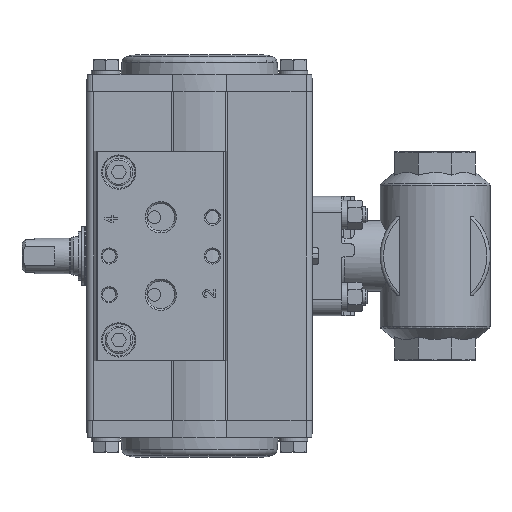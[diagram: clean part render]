
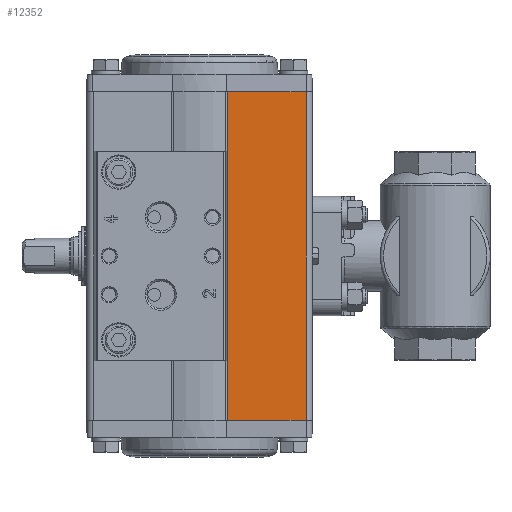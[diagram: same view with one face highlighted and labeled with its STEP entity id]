
A CAD part, left-side view. The second image highlights one B-rep face of the part: STEP entity #12352.
In plain terms, the highlighted face is planar.
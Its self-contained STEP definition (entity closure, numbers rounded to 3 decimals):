
#302=PLANE('',#13473);
#1388=LINE('',#19818,#2118);
#1412=LINE('',#19956,#2142);
#1448=LINE('',#20064,#2178);
#1449=LINE('',#20065,#2179);
#2118=VECTOR('',#15450,1000.);
#2142=VECTOR('',#15516,1000.);
#2178=VECTOR('',#15608,1000.);
#2179=VECTOR('',#15609,1000.);
#3714=ORIENTED_EDGE('',*,*,#6677,.F.);
#3715=ORIENTED_EDGE('',*,*,#6778,.F.);
#3716=ORIENTED_EDGE('',*,*,#6725,.T.);
#3717=ORIENTED_EDGE('',*,*,#6779,.T.);
#6677=EDGE_CURVE('',#8284,#8292,#1388,.T.);
#6725=EDGE_CURVE('',#8314,#8332,#1412,.T.);
#6778=EDGE_CURVE('',#8314,#8284,#1448,.T.);
#6779=EDGE_CURVE('',#8332,#8292,#1449,.T.);
#8284=VERTEX_POINT('',#19788);
#8292=VERTEX_POINT('',#19819);
#8314=VERTEX_POINT('',#19885);
#8332=VERTEX_POINT('',#19955);
#10041=EDGE_LOOP('',(#3714,#3715,#3716,#3717));
#11131=FACE_BOUND('',#10041,.T.);
#12352=ADVANCED_FACE('',(#11131),#302,.F.);
#13473=AXIS2_PLACEMENT_3D('',#20063,#15606,#15607);
#15450=DIRECTION('',(0.,-1.,0.));
#15516=DIRECTION('',(0.,-1.,0.));
#15606=DIRECTION('',(-1.,0.,0.));
#15607=DIRECTION('',(0.,0.,1.));
#15608=DIRECTION('',(0.,0.,-1.));
#15609=DIRECTION('',(0.,0.,-1.));
#19788=CARTESIAN_POINT('',(23.,-8.789,-50.85));
#19818=CARTESIAN_POINT('',(23.,35.,-50.85));
#19819=CARTESIAN_POINT('',(23.,-33.,-50.85));
#19885=CARTESIAN_POINT('',(23.,-8.789,50.85));
#19955=CARTESIAN_POINT('',(23.,-33.,50.85));
#19956=CARTESIAN_POINT('',(23.,35.,50.85));
#20063=CARTESIAN_POINT('',(23.,8.789,50.85));
#20064=CARTESIAN_POINT('',(23.,-8.789,50.85));
#20065=CARTESIAN_POINT('',(23.,-33.,60.));
